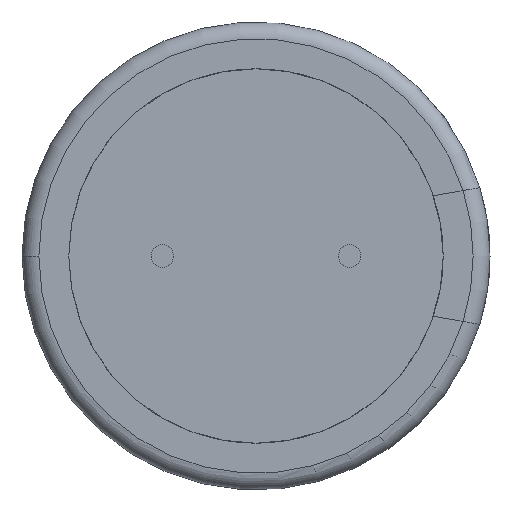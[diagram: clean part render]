
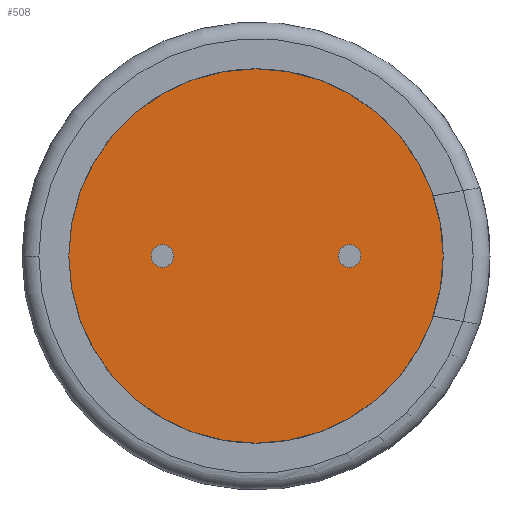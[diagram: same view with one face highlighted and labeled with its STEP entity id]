
A CAD part, front view. The second image highlights one B-rep face of the part: STEP entity #508.
In plain terms, the highlighted planar face has unit normal (0, -1, 0).
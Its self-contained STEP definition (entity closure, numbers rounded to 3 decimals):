
#9 = DIRECTION ( 'NONE',  ( 0., 1., 0. ) ) ;
#24 = EDGE_CURVE ( 'NONE', #1333, #1681, #490, .T. ) ;
#38 = AXIS2_PLACEMENT_3D ( 'NONE', #1717, #181, #1550 ) ;
#66 = DIRECTION ( 'NONE',  ( -1., 0., 0. ) ) ;
#69 = ORIENTED_EDGE ( 'NONE', *, *, #24, .F. ) ;
#103 = AXIS2_PLACEMENT_3D ( 'NONE', #1577, #1910, #1890 ) ;
#106 = CARTESIAN_POINT ( 'NONE',  ( 0., 0., 0. ) ) ;
#140 = ORIENTED_EDGE ( 'NONE', *, *, #415, .F. ) ;
#172 = PLANE ( 'NONE',  #1866 ) ;
#181 = DIRECTION ( 'NONE',  ( 0., 1., 0. ) ) ;
#182 = VERTEX_POINT ( 'NONE', #1007 ) ;
#192 = AXIS2_PLACEMENT_3D ( 'NONE', #748, #1687, #769 ) ;
#213 = EDGE_LOOP ( 'NONE', ( #1264, #1400 ) ) ;
#231 = CARTESIAN_POINT ( 'NONE',  ( 2.5, 0., 0. ) ) ;
#409 = AXIS2_PLACEMENT_3D ( 'NONE', #231, #1765, #66 ) ;
#410 = DIRECTION ( 'NONE',  ( -1., 0., 0. ) ) ;
#415 = EDGE_CURVE ( 'NONE', #182, #1209, #1929, .T. ) ;
#455 = CARTESIAN_POINT ( 'NONE',  ( 2.5, 0., 0.3 ) ) ;
#473 = DIRECTION ( 'NONE',  ( -1., 0., 0. ) ) ;
#485 = CIRCLE ( 'NONE', #38, 5. ) ;
#490 = CIRCLE ( 'NONE', #103, 0.3 ) ;
#508 = ADVANCED_FACE ( 'NONE', ( #1363, #1513, #593 ), #172, .F. ) ;
#593 = FACE_OUTER_BOUND ( 'NONE', #213, .T. ) ;
#595 = VERTEX_POINT ( 'NONE', #862 ) ;
#642 = EDGE_CURVE ( 'NONE', #1681, #1333, #1467, .T. ) ;
#698 = CARTESIAN_POINT ( 'NONE',  ( -2.5, 0., 0. ) ) ;
#748 = CARTESIAN_POINT ( 'NONE',  ( -2.5, 0., 0. ) ) ;
#769 = DIRECTION ( 'NONE',  ( -1., 0., 0. ) ) ;
#843 = VERTEX_POINT ( 'NONE', #931 ) ;
#862 = CARTESIAN_POINT ( 'NONE',  ( 5., 0., 0. ) ) ;
#892 = AXIS2_PLACEMENT_3D ( 'NONE', #106, #1336, #410 ) ;
#907 = DIRECTION ( 'NONE',  ( -1., 0., 0. ) ) ;
#930 = EDGE_CURVE ( 'NONE', #595, #843, #485, .T. ) ;
#931 = CARTESIAN_POINT ( 'NONE',  ( -5., 0., 0. ) ) ;
#964 = EDGE_LOOP ( 'NONE', ( #1835, #69 ) ) ;
#1007 = CARTESIAN_POINT ( 'NONE',  ( -2.5, 0., 0.3 ) ) ;
#1150 = CARTESIAN_POINT ( 'NONE',  ( 2.5, 0., -0.3 ) ) ;
#1209 = VERTEX_POINT ( 'NONE', #1415 ) ;
#1239 = CIRCLE ( 'NONE', #192, 0.3 ) ;
#1258 = CARTESIAN_POINT ( 'NONE',  ( 0., 0., 0. ) ) ;
#1264 = ORIENTED_EDGE ( 'NONE', *, *, #1639, .F. ) ;
#1333 = VERTEX_POINT ( 'NONE', #1150 ) ;
#1336 = DIRECTION ( 'NONE',  ( 0., 1., 0. ) ) ;
#1363 = FACE_BOUND ( 'NONE', #1780, .T. ) ;
#1400 = ORIENTED_EDGE ( 'NONE', *, *, #930, .F. ) ;
#1415 = CARTESIAN_POINT ( 'NONE',  ( -2.5, 0., -0.3 ) ) ;
#1467 = CIRCLE ( 'NONE', #409, 0.3 ) ;
#1485 = CIRCLE ( 'NONE', #892, 5. ) ;
#1513 = FACE_BOUND ( 'NONE', #964, .T. ) ;
#1550 = DIRECTION ( 'NONE',  ( -1., 0., 0. ) ) ;
#1577 = CARTESIAN_POINT ( 'NONE',  ( 2.5, 0., 0. ) ) ;
#1639 = EDGE_CURVE ( 'NONE', #843, #595, #1485, .T. ) ;
#1650 = DIRECTION ( 'NONE',  ( 0., -1., 0. ) ) ;
#1664 = EDGE_CURVE ( 'NONE', #1209, #182, #1239, .T. ) ;
#1681 = VERTEX_POINT ( 'NONE', #455 ) ;
#1687 = DIRECTION ( 'NONE',  ( 0., -1., 0. ) ) ;
#1717 = CARTESIAN_POINT ( 'NONE',  ( 0., 0., 0. ) ) ;
#1765 = DIRECTION ( 'NONE',  ( 0., -1., 0. ) ) ;
#1780 = EDGE_LOOP ( 'NONE', ( #140, #1983 ) ) ;
#1835 = ORIENTED_EDGE ( 'NONE', *, *, #642, .F. ) ;
#1866 = AXIS2_PLACEMENT_3D ( 'NONE', #1258, #9, #473 ) ;
#1890 = DIRECTION ( 'NONE',  ( -1., 0., 0. ) ) ;
#1910 = DIRECTION ( 'NONE',  ( 0., -1., 0. ) ) ;
#1929 = CIRCLE ( 'NONE', #1963, 0.3 ) ;
#1963 = AXIS2_PLACEMENT_3D ( 'NONE', #698, #1650, #907 ) ;
#1983 = ORIENTED_EDGE ( 'NONE', *, *, #1664, .F. ) ;
